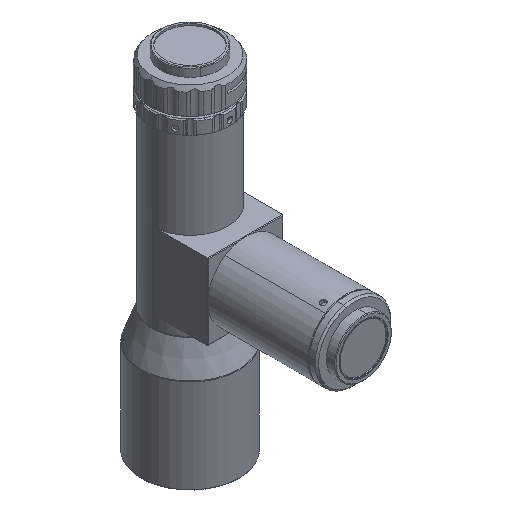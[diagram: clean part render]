
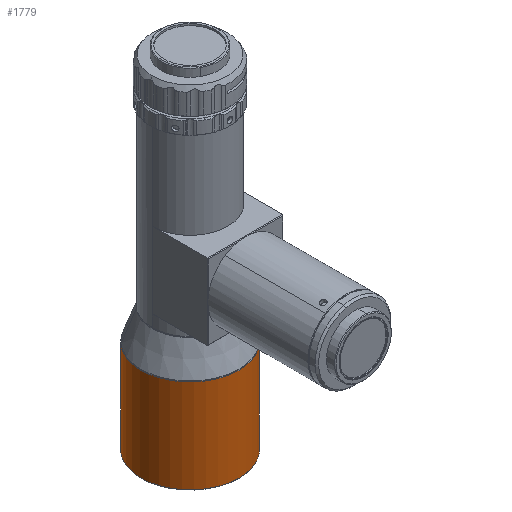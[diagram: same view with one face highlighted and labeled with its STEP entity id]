
A CAD part, isometric view. The second image highlights one B-rep face of the part: STEP entity #1779.
In plain terms, the highlighted cylindrical face has radius 22 mm (diameter 44 mm), a partial arc.
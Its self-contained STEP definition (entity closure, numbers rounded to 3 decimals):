
#68 = DIRECTION ( 'NONE',  ( 0., 0., -1. ) ) ;
#285 = DIRECTION ( 'NONE',  ( 0., 0., -1. ) ) ;
#1241 = DIRECTION ( 'NONE',  ( 0., 0., -1. ) ) ;
#1542 = AXIS2_PLACEMENT_3D ( 'NONE', #2804, #1241, #5323 ) ;
#1688 = DIRECTION ( 'NONE',  ( 0., 0., -1. ) ) ;
#1779 = ADVANCED_FACE ( 'NONE', ( #2677 ), #6767, .T. ) ;
#1798 = CARTESIAN_POINT ( 'NONE',  ( 16.512, -14.539, -55.769 ) ) ;
#2050 = VERTEX_POINT ( 'NONE', #6664 ) ;
#2444 = CARTESIAN_POINT ( 'NONE',  ( -16.512, 14.539, -55.769 ) ) ;
#2647 = ORIENTED_EDGE ( 'NONE', *, *, #6898, .F. ) ;
#2677 = FACE_OUTER_BOUND ( 'NONE', #5351, .T. ) ;
#2804 = CARTESIAN_POINT ( 'NONE',  ( 0., 0., -13.582 ) ) ;
#3395 = EDGE_CURVE ( 'NONE', #2050, #7635, #10476, .T. ) ;
#3969 = VERTEX_POINT ( 'NONE', #9917 ) ;
#4128 = DIRECTION ( 'NONE',  ( -0.751, 0.661, 0. ) ) ;
#4944 = CARTESIAN_POINT ( 'NONE',  ( -16.512, 14.539, -13.582 ) ) ;
#5323 = DIRECTION ( 'NONE',  ( 0.751, -0.661, 0. ) ) ;
#5351 = EDGE_LOOP ( 'NONE', ( #2647, #6933, #9247, #10473 ) ) ;
#5363 = AXIS2_PLACEMENT_3D ( 'NONE', #8356, #285, #6075 ) ;
#6075 = DIRECTION ( 'NONE',  ( -0.751, 0.661, 0. ) ) ;
#6197 = VECTOR ( 'NONE', #68, 1000. ) ;
#6453 = EDGE_CURVE ( 'NONE', #9050, #2050, #8871, .T. ) ;
#6645 = EDGE_CURVE ( 'NONE', #3969, #9050, #8369, .T. ) ;
#6664 = CARTESIAN_POINT ( 'NONE',  ( -16.512, 14.539, -55.469 ) ) ;
#6767 = CYLINDRICAL_SURFACE ( 'NONE', #5363, 22. ) ;
#6815 = VECTOR ( 'NONE', #1688, 1000. ) ;
#6898 = EDGE_CURVE ( 'NONE', #3969, #7635, #9243, .T. ) ;
#6933 = ORIENTED_EDGE ( 'NONE', *, *, #6645, .T. ) ;
#7128 = AXIS2_PLACEMENT_3D ( 'NONE', #8270, #7329, #4128 ) ;
#7329 = DIRECTION ( 'NONE',  ( 0., 0., 1. ) ) ;
#7635 = VERTEX_POINT ( 'NONE', #10076 ) ;
#8270 = CARTESIAN_POINT ( 'NONE',  ( 0., 0., -55.469 ) ) ;
#8356 = CARTESIAN_POINT ( 'NONE',  ( 0., 0., -55.769 ) ) ;
#8369 = CIRCLE ( 'NONE', #1542, 22. ) ;
#8871 = LINE ( 'NONE', #2444, #6197 ) ;
#9050 = VERTEX_POINT ( 'NONE', #4944 ) ;
#9243 = LINE ( 'NONE', #1798, #6815 ) ;
#9247 = ORIENTED_EDGE ( 'NONE', *, *, #6453, .T. ) ;
#9917 = CARTESIAN_POINT ( 'NONE',  ( 16.512, -14.539, -13.582 ) ) ;
#10076 = CARTESIAN_POINT ( 'NONE',  ( 16.512, -14.539, -55.469 ) ) ;
#10473 = ORIENTED_EDGE ( 'NONE', *, *, #3395, .T. ) ;
#10476 = CIRCLE ( 'NONE', #7128, 22. ) ;
